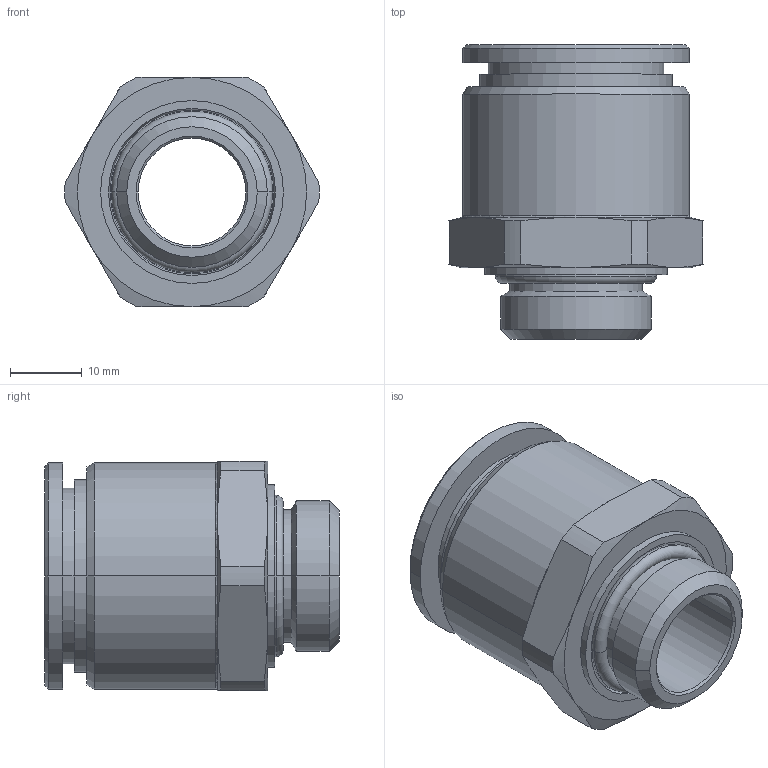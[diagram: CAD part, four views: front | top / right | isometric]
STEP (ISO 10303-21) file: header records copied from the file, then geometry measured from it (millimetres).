
FILE_DESCRIPTION(( 'MA.12.22.12.stp' ), '1');
FILE_NAME( 'MA.12.22.12.stp', '2018-09-27T17:28:36',( 'Sopra'),('sopra-pneumatic.com'), 'SwSTEP 2.0','SolidWorks 2009','' );
FILE_SCHEMA(('CONFIG_CONTROL_DESIGN'));
Length unit declared in the file: millimetre
Products named in the file (1): 340032B_951M-22-1-2
Bounding box: 35.49 x 41.1 x 32 mm (x, y, z)
Volume: 14050.3 mm3; surface area: 8705.1 mm2
Topology: 2 solids, 2 shells, 72 faces, 162 edges, 98 vertices
Faces by surface type: cone 28, cylinder 24, plane 14, torus 6
Entity records: 2134 total; most frequent: CARTESIAN_POINT 470, DIRECTION 362, ORIENTED_EDGE 324, EDGE_CURVE 162, AXIS2_PLACEMENT_3D 158, VERTEX_POINT 98, CIRCLE 86, EDGE_LOOP 80
